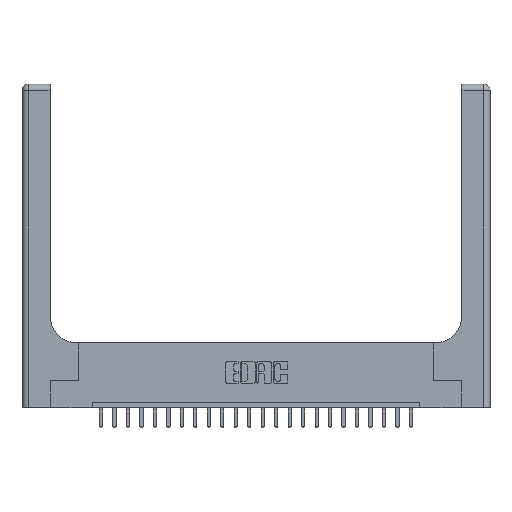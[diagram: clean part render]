
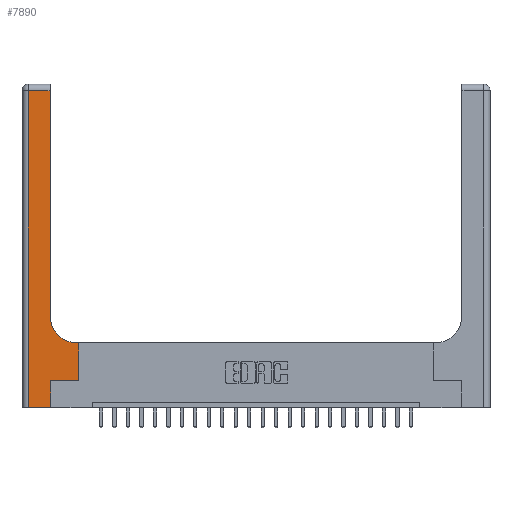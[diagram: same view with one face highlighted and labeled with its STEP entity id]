
A CAD part, top view. The second image highlights one B-rep face of the part: STEP entity #7890.
In plain terms, the highlighted planar face has unit normal (0, 0, 1).
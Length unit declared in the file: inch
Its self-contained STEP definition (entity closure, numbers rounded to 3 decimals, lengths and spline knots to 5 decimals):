
#183 = DIRECTION ( 'NONE',  ( 1., 0., 0. ) ) ;
#184 = CARTESIAN_POINT ( 'NONE',  ( 0.51, 0.6, 0.37 ) ) ;
#294 = VECTOR ( 'NONE', #8671, 39.37008 ) ;
#577 = CARTESIAN_POINT ( 'NONE',  ( 0.26, 2.94, 0.37 ) ) ;
#859 = ORIENTED_EDGE ( 'NONE', *, *, #5714, .T. ) ;
#1259 = LINE ( 'NONE', #10107, #9322 ) ;
#1291 = DIRECTION ( 'NONE',  ( 0., 1., 0. ) ) ;
#1465 = VERTEX_POINT ( 'NONE', #8163 ) ;
#1514 = LINE ( 'NONE', #3257, #18664 ) ;
#1666 = EDGE_CURVE ( 'NONE', #7984, #18606, #1514, .T. ) ;
#2665 = CARTESIAN_POINT ( 'NONE',  ( 0.528, 0.25, 0.37 ) ) ;
#3118 = FACE_OUTER_BOUND ( 'NONE', #5659, .T. ) ;
#3257 = CARTESIAN_POINT ( 'NONE',  ( 0.528, 0.25, 0.37 ) ) ;
#3474 = CARTESIAN_POINT ( 'NONE',  ( 0.265, 0.25, 0.37 ) ) ;
#3566 = VECTOR ( 'NONE', #3616, 39.37008 ) ;
#3616 = DIRECTION ( 'NONE',  ( -1., 0., 0. ) ) ;
#4238 = CARTESIAN_POINT ( 'NONE',  ( 0.26, 0.6, 0.37 ) ) ;
#4301 = AXIS2_PLACEMENT_3D ( 'NONE', #13525, #9779, #19099 ) ;
#4365 = ORIENTED_EDGE ( 'NONE', *, *, #12806, .T. ) ;
#4608 = EDGE_CURVE ( 'NONE', #6814, #10772, #10350, .T. ) ;
#4946 = VERTEX_POINT ( 'NONE', #577 ) ;
#5654 = CARTESIAN_POINT ( 'NONE',  ( 0.265, 0., 0.37 ) ) ;
#5659 = EDGE_LOOP ( 'NONE', ( #7032, #22288, #16289, #22690, #17616, #4365, #9189, #8630, #859 ) ) ;
#5677 = EDGE_CURVE ( 'NONE', #10772, #6787, #10544, .T. ) ;
#5714 = EDGE_CURVE ( 'NONE', #12013, #1465, #10719, .T. ) ;
#5768 = DIRECTION ( 'NONE',  ( 0., 1., 0. ) ) ;
#6787 = VERTEX_POINT ( 'NONE', #9866 ) ;
#6814 = VERTEX_POINT ( 'NONE', #15359 ) ;
#6977 = CARTESIAN_POINT ( 'NONE',  ( 0., 2.94, 0.37 ) ) ;
#7032 = ORIENTED_EDGE ( 'NONE', *, *, #11456, .T. ) ;
#7061 = EDGE_CURVE ( 'NONE', #18606, #12013, #20226, .T. ) ;
#7428 = VECTOR ( 'NONE', #21527, 39.37008 ) ;
#7593 = EDGE_CURVE ( 'NONE', #4946, #6814, #16213, .T. ) ;
#7890 = ADVANCED_FACE ( 'NONE', ( #3118 ), #20400, .F. ) ;
#7984 = VERTEX_POINT ( 'NONE', #2665 ) ;
#8081 = VERTEX_POINT ( 'NONE', #3474 ) ;
#8163 = CARTESIAN_POINT ( 'NONE',  ( 0.26, 0.85, 0.37 ) ) ;
#8607 = CARTESIAN_POINT ( 'NONE',  ( 0.06, 3., 0.37 ) ) ;
#8630 = ORIENTED_EDGE ( 'NONE', *, *, #7061, .T. ) ;
#8671 = DIRECTION ( 'NONE',  ( 1., 0., 0. ) ) ;
#9189 = ORIENTED_EDGE ( 'NONE', *, *, #1666, .T. ) ;
#9322 = VECTOR ( 'NONE', #15944, 39.37008 ) ;
#9779 = DIRECTION ( 'NONE',  ( 0., 0., -1. ) ) ;
#9835 = DIRECTION ( 'NONE',  ( -1., 0., 0. ) ) ;
#9866 = CARTESIAN_POINT ( 'NONE',  ( 0.265, 0., 0.37 ) ) ;
#10021 = DIRECTION ( 'NONE',  ( 0., -1., 0. ) ) ;
#10107 = CARTESIAN_POINT ( 'NONE',  ( 0.26, 3., 0.37 ) ) ;
#10350 = LINE ( 'NONE', #8607, #12897 ) ;
#10387 = VECTOR ( 'NONE', #5768, 39.37008 ) ;
#10544 = LINE ( 'NONE', #17755, #294 ) ;
#10719 = CIRCLE ( 'NONE', #18524, 0.25 ) ;
#10772 = VERTEX_POINT ( 'NONE', #16029 ) ;
#11456 = EDGE_CURVE ( 'NONE', #1465, #4946, #1259, .T. ) ;
#12013 = VERTEX_POINT ( 'NONE', #184 ) ;
#12790 = EDGE_CURVE ( 'NONE', #6787, #8081, #14179, .T. ) ;
#12806 = EDGE_CURVE ( 'NONE', #8081, #7984, #21754, .T. ) ;
#12897 = VECTOR ( 'NONE', #10021, 39.37008 ) ;
#13525 = CARTESIAN_POINT ( 'NONE',  ( 0., 3., 0.37 ) ) ;
#14169 = DIRECTION ( 'NONE',  ( 0., 0., -1. ) ) ;
#14179 = LINE ( 'NONE', #5654, #10387 ) ;
#14413 = CARTESIAN_POINT ( 'NONE',  ( 0.528, 0.6, 0.37 ) ) ;
#15359 = CARTESIAN_POINT ( 'NONE',  ( 0.06, 2.94, 0.37 ) ) ;
#15923 = CARTESIAN_POINT ( 'NONE',  ( 0.265, 0.25, 0.37 ) ) ;
#15944 = DIRECTION ( 'NONE',  ( 0., 1., 0. ) ) ;
#16029 = CARTESIAN_POINT ( 'NONE',  ( 0.06, 0., 0.37 ) ) ;
#16148 = CARTESIAN_POINT ( 'NONE',  ( 0.51, 0.85, 0.37 ) ) ;
#16213 = LINE ( 'NONE', #6977, #3566 ) ;
#16289 = ORIENTED_EDGE ( 'NONE', *, *, #4608, .T. ) ;
#17616 = ORIENTED_EDGE ( 'NONE', *, *, #12790, .T. ) ;
#17755 = CARTESIAN_POINT ( 'NONE',  ( 0., 0., 0.37 ) ) ;
#18524 = AXIS2_PLACEMENT_3D ( 'NONE', #16148, #14169, #183 ) ;
#18606 = VERTEX_POINT ( 'NONE', #14413 ) ;
#18664 = VECTOR ( 'NONE', #1291, 39.37008 ) ;
#19099 = DIRECTION ( 'NONE',  ( -1., 0., 0. ) ) ;
#20226 = LINE ( 'NONE', #4238, #21778 ) ;
#20400 = PLANE ( 'NONE',  #4301 ) ;
#21527 = DIRECTION ( 'NONE',  ( 1., 0., 0. ) ) ;
#21754 = LINE ( 'NONE', #15923, #7428 ) ;
#21778 = VECTOR ( 'NONE', #9835, 39.37008 ) ;
#22288 = ORIENTED_EDGE ( 'NONE', *, *, #7593, .T. ) ;
#22690 = ORIENTED_EDGE ( 'NONE', *, *, #5677, .T. ) ;
